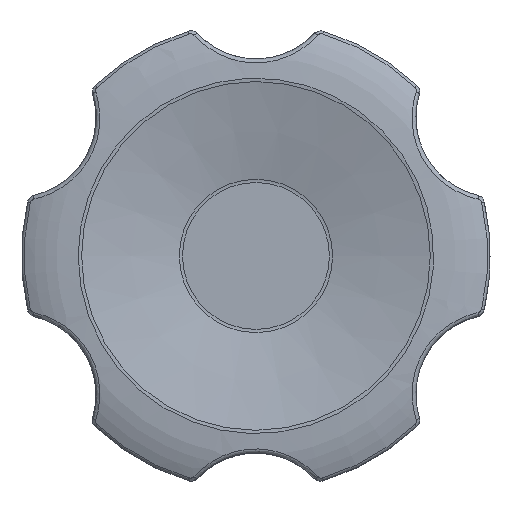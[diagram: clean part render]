
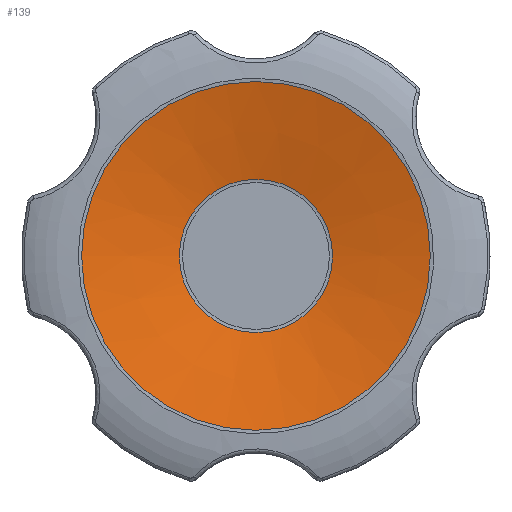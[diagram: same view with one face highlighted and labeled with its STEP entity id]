
A CAD part, top view. The second image highlights one B-rep face of the part: STEP entity #139.
In plain terms, the highlighted conical face has half-angle 76.908 degrees and reference radius 18.75 mm.
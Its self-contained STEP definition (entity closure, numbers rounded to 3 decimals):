
#139 = ADVANCED_FACE( '', ( #356, #357 ), #358, .F. );
#356 = FACE_BOUND( '', #1112, .T. );
#357 = FACE_OUTER_BOUND( '', #1113, .T. );
#358 = CONICAL_SURFACE( '', #1114, 18.75, 1.342 );
#1112 = EDGE_LOOP( '', ( #5910 ) );
#1113 = EDGE_LOOP( '', ( #5911 ) );
#1114 = AXIS2_PLACEMENT_3D( '', #5912, #5913, #5914 );
#5910 = ORIENTED_EDGE( '', *, *, #6520, .T. );
#5911 = ORIENTED_EDGE( '', *, *, #6483, .T. );
#5912 = CARTESIAN_POINT( '', ( 0., 0., 32. ) );
#5913 = DIRECTION( '', ( 0., 0., 1. ) );
#5914 = DIRECTION( '', ( 1., 0., 0. ) );
#6483 = EDGE_CURVE( '', #6772, #6772, #6773, .F. );
#6520 = EDGE_CURVE( '', #6836, #6836, #6837, .F. );
#6772 = VERTEX_POINT( '', #7289 );
#6773 = CIRCLE( '', #7290, 18.578 );
#6836 = VERTEX_POINT( '', #7654 );
#6837 = CIRCLE( '', #7655, 8.168 );
#7289 = CARTESIAN_POINT( '', ( -18.578, 0., 31.96 ) );
#7290 = AXIS2_PLACEMENT_3D( '', #10272, #10273, #10274 );
#7654 = CARTESIAN_POINT( '', ( 8.168, 0., 29.539 ) );
#7655 = AXIS2_PLACEMENT_3D( '', #10328, #10329, #10330 );
#10272 = CARTESIAN_POINT( '', ( 0., 0., 31.96 ) );
#10273 = DIRECTION( '', ( 0., 0., -1. ) );
#10274 = DIRECTION( '', ( -1., 0., 0. ) );
#10328 = CARTESIAN_POINT( '', ( 0., 0., 29.539 ) );
#10329 = DIRECTION( '', ( 0., 0., 1. ) );
#10330 = DIRECTION( '', ( 1., 0., 0. ) );
